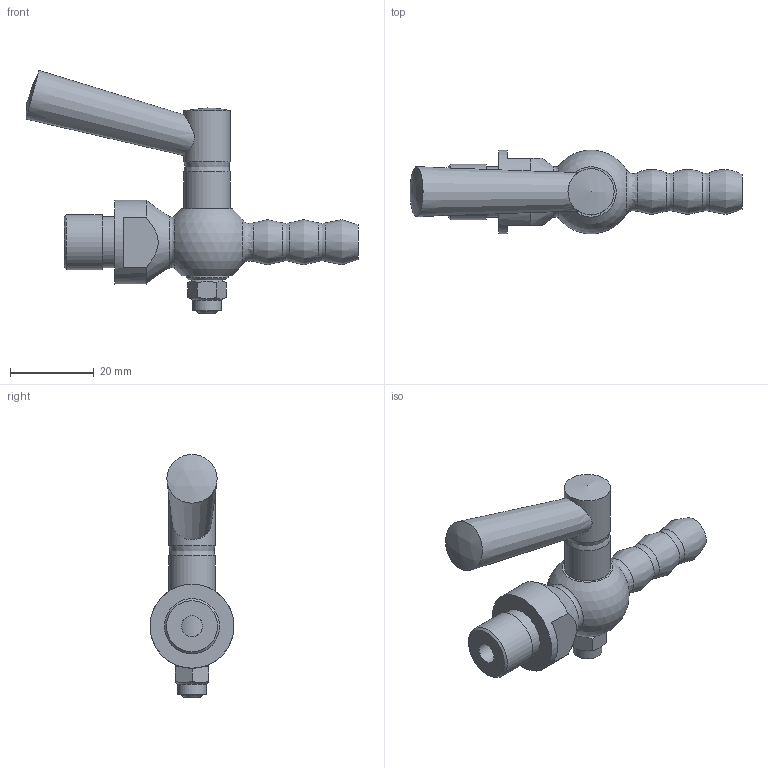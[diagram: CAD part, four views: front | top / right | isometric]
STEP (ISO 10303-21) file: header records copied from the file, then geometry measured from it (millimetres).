
FILE_DESCRIPTION((''),'2;1');
FILE_NAME('91230004X.stp','2010-09-27T14:17:20',('thilbrands'),(''),'Autodesk Inventor 2008','Autodesk Inventor 2008','');
FILE_SCHEMA(('AUTOMOTIVE_DESIGN { 1 0 10303 214 1 1 1 1 }'));
Length unit declared in the file: millimetre
Products named in the file (4): 91230004X; 91220004X-01; ISO 7090 5 - 140 HV; ISO 7041 M5
Assembly tree (3 placements, depth 2):
  91230004X
    91220004X-01
    ISO 7090 5 - 140 HV
    ISO 7041 M5
Bounding box: 79.15 x 20 x 57.95 mm (x, y, z)
Volume: 15898.5 mm3; surface area: 7349.9 mm2
Topology: 3 solids, 3 shells, 55 faces, 113 edges, 71 vertices
Faces by surface type: plane 19, cylinder 13, bspline 11, cone 9, sphere 3
Full cylindrical faces by diameter (mm): 5 x3, 5.3 x1, 6.88 x1, 10 x1, 11 x2, 12.157 x1, 13.157 x1, 20 x1
Entity records: 1842 total; most frequent: CARTESIAN_POINT 803, DIRECTION 200, ORIENTED_EDGE 144, EDGE_LOOP 98, AXIS2_PLACEMENT_3D 94, EDGE_CURVE 72, VERTEX_POINT 62, FACE_OUTER_BOUND 55
